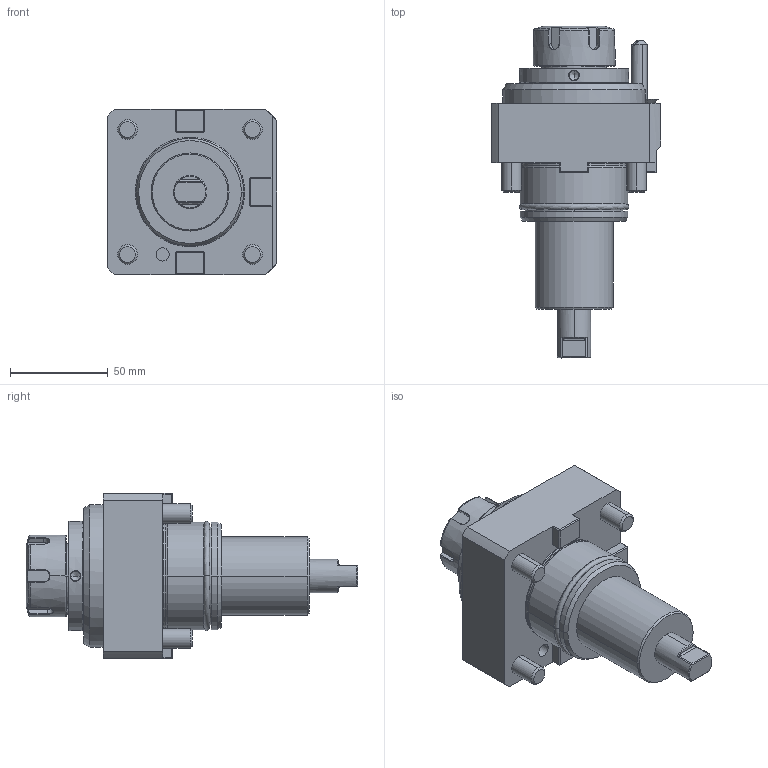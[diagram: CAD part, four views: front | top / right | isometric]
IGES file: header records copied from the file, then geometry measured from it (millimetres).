
Start section:  PTC IGES file: ngt2_55_101_25_1_em2.igs
Global section: file name: ngt2_55_101_25_1_em2.igs; native system: Pro/ENGINEER by Parametric Technology Corporation; preprocessor: 2010280; author: vali; organization: Unknown; date: 20230925.123442; units: millimetre
Bounding box: 87 x 170.1 x 85 mm (x, y, z)
Volume: 448208.6 mm3; surface area: 53306.6 mm2
Topology: 2 solids, 2 shells, 314 faces, 762 edges, 464 vertices
Faces by surface type: bspline 180, revolution 134
